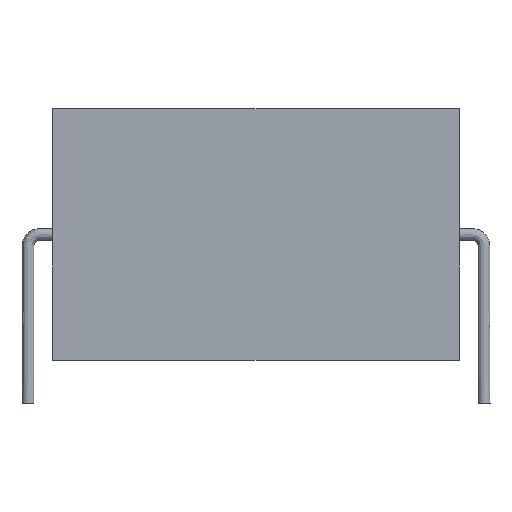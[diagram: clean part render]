
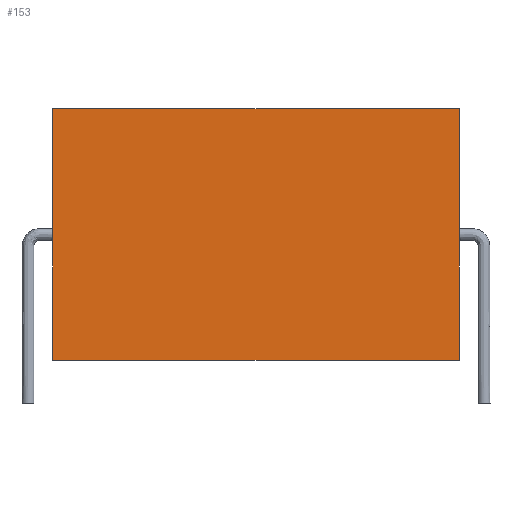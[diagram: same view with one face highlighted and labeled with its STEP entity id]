
A CAD part, front view. The second image highlights one B-rep face of the part: STEP entity #153.
In plain terms, the highlighted planar face has unit normal (0, -1, 0).
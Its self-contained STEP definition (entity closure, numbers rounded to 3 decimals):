
#29=FACE_OUTER_BOUND($,#41,.T.);
#41=EDGE_LOOP($,(#110,#111,#112,#113));
#55=LINE($,#230,#67);
#56=LINE($,#233,#68);
#57=LINE($,#235,#69);
#58=LINE($,#236,#70);
#67=VECTOR($,#190,21.);
#68=VECTOR($,#193,34.);
#69=VECTOR($,#194,34.);
#70=VECTOR($,#195,21.);
#77=VERTEX_POINT($,#224);
#79=VERTEX_POINT($,#228);
#80=VERTEX_POINT($,#232);
#81=VERTEX_POINT($,#234);
#91=EDGE_CURVE($,#77,#79,#55,.T.);
#92=EDGE_CURVE($,#77,#80,#56,.T.);
#93=EDGE_CURVE($,#81,#79,#57,.T.);
#94=EDGE_CURVE($,#80,#81,#58,.T.);
#110=ORIENTED_EDGE($,*,*,#92,.F.);
#111=ORIENTED_EDGE($,*,*,#91,.T.);
#112=ORIENTED_EDGE($,*,*,#93,.F.);
#113=ORIENTED_EDGE($,*,*,#94,.F.);
#143=PLANE($,#172);
#153=ADVANCED_FACE($,(#29),#143,.T.);
#172=AXIS2_PLACEMENT_3D($,#231,#191,#192);
#190=DIRECTION($,(0.,0.,1.));
#191=DIRECTION('center_axis',(0.,-1.,0.));
#192=DIRECTION('ref_axis',(1.,0.,0.));
#193=DIRECTION($,(-1.,0.,0.));
#194=DIRECTION($,(1.,0.,0.));
#195=DIRECTION($,(0.,0.,1.));
#224=CARTESIAN_POINT('',(17.,-5.05,0.));
#228=CARTESIAN_POINT('',(17.,-5.05,21.));
#230=CARTESIAN_POINT($,(17.,-5.05,0.));
#231=CARTESIAN_POINT('Origin',(-17.,-5.05,0.));
#232=CARTESIAN_POINT('',(-17.,-5.05,0.));
#233=CARTESIAN_POINT($,(17.,-5.05,0.));
#234=CARTESIAN_POINT('',(-17.,-5.05,21.));
#235=CARTESIAN_POINT($,(17.,-5.05,21.));
#236=CARTESIAN_POINT($,(-17.,-5.05,0.));
